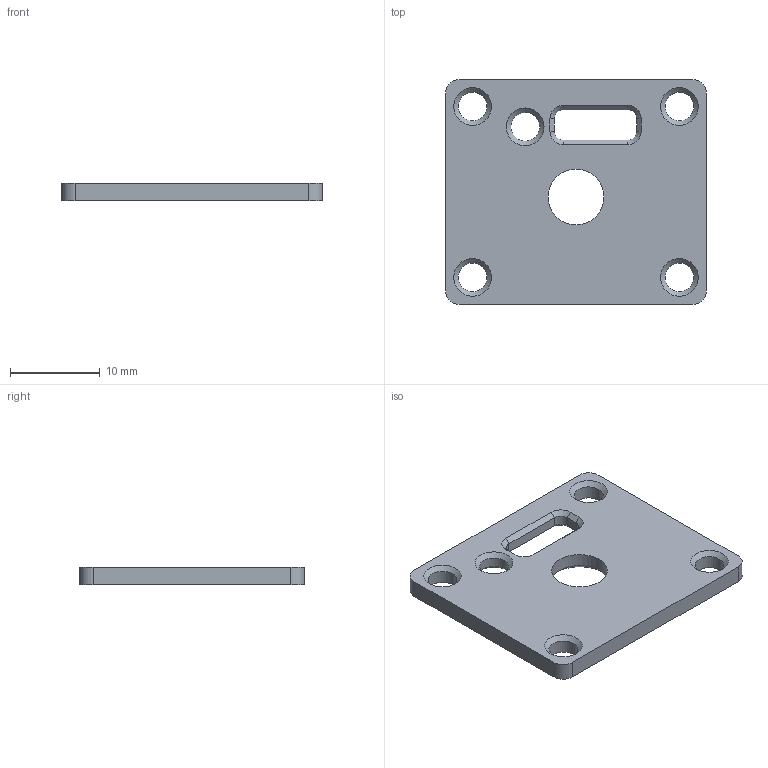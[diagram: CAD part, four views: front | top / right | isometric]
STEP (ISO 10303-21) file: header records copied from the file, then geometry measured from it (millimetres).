
FILE_DESCRIPTION(('FreeCAD Model'),'2;1');
FILE_NAME('Open CASCADE Shape Model','2025-07-05T00:01:06',(''),(''), 'Open CASCADE STEP processor 7.8','FreeCAD','Unknown');
FILE_SCHEMA(('AUTOMOTIVE_DESIGN { 1 0 10303 214 1 1 1 1 }'));
Length unit declared in the file: millimetre
Products named in the file (1): Chamfer004
Bounding box: 29 x 25 x 2 mm (x, y, z)
Volume: 1229.5 mm3; surface area: 1609.5 mm2
Topology: 1 solids, 1 shells, 47 faces, 112 edges, 67 vertices
Faces by surface type: plane 18, cone 15, cylinder 14
Full cylindrical faces by diameter (mm): 3.2 x5, 6.2 x1
Entity records: 2829 total; most frequent: CARTESIAN_POINT 545, DIRECTION 421, ORIENTED_EDGE 224, PCURVE 224, DEFINITIONAL_REPRESENTATION 224, LINE 219, VECTOR 219, EDGE_CURVE 112
